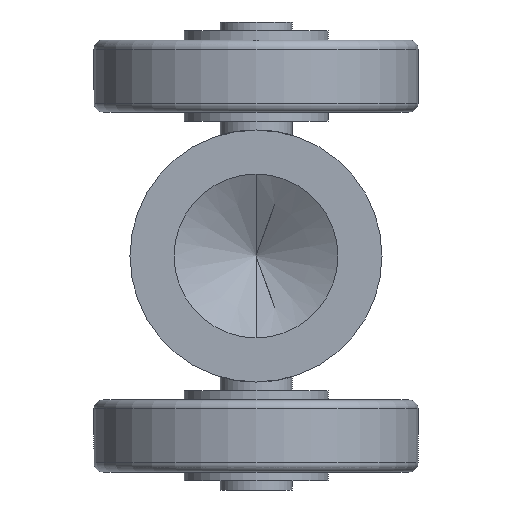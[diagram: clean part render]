
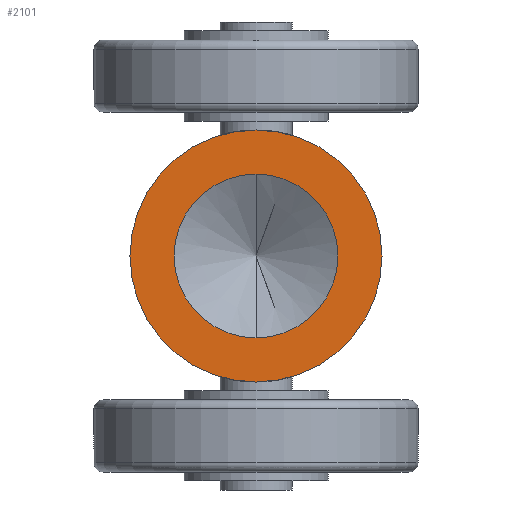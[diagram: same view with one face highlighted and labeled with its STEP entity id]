
A CAD part, front view. The second image highlights one B-rep face of the part: STEP entity #2101.
In plain terms, the highlighted planar face has unit normal (0, -1, 0).
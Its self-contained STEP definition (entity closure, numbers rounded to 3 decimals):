
#102 = DIRECTION ( 'NONE',  ( 0., 0., 1. ) ) ;
#168 = CARTESIAN_POINT ( 'NONE',  ( 0., -31., 0. ) ) ;
#172 = DIRECTION ( 'NONE',  ( 0., 0., 1. ) ) ;
#188 = DIRECTION ( 'NONE',  ( 0., 1., 0. ) ) ;
#235 = DIRECTION ( 'NONE',  ( 0., 1., 0. ) ) ;
#424 = CARTESIAN_POINT ( 'NONE',  ( 7., -31., 0. ) ) ;
#449 = PLANE ( 'NONE',  #2421 ) ;
#587 = AXIS2_PLACEMENT_3D ( 'NONE', #168, #188, #172 ) ;
#605 = AXIS2_PLACEMENT_3D ( 'NONE', #1224, #1223, #1222 ) ;
#614 = AXIS2_PLACEMENT_3D ( 'NONE', #1274, #1273, #1272 ) ;
#772 = VERTEX_POINT ( 'NONE', #1427 ) ;
#791 = ORIENTED_EDGE ( 'NONE', *, *, #1995, .F. ) ;
#804 = EDGE_LOOP ( 'NONE', ( #872, #791 ) ) ;
#811 = VERTEX_POINT ( 'NONE', #1410 ) ;
#830 = VERTEX_POINT ( 'NONE', #1393 ) ;
#872 = ORIENTED_EDGE ( 'NONE', *, *, #1955, .F. ) ;
#886 = ORIENTED_EDGE ( 'NONE', *, *, #1968, .T. ) ;
#889 = ORIENTED_EDGE ( 'NONE', *, *, #2113, .T. ) ;
#965 = VERTEX_POINT ( 'NONE', #1353 ) ;
#980 = EDGE_LOOP ( 'NONE', ( #886, #889 ) ) ;
#1222 = DIRECTION ( 'NONE',  ( 0., 0., 1. ) ) ;
#1223 = DIRECTION ( 'NONE',  ( 0., 1., 0. ) ) ;
#1224 = CARTESIAN_POINT ( 'NONE',  ( 0., -31., 0. ) ) ;
#1272 = DIRECTION ( 'NONE',  ( 0., 0., 1. ) ) ;
#1273 = DIRECTION ( 'NONE',  ( 0., 1., 0. ) ) ;
#1274 = CARTESIAN_POINT ( 'NONE',  ( 0., -31., 0. ) ) ;
#1353 = CARTESIAN_POINT ( 'NONE',  ( 0., -31., 4.55 ) ) ;
#1393 = CARTESIAN_POINT ( 'NONE',  ( 0., -31., -4.55 ) ) ;
#1410 = CARTESIAN_POINT ( 'NONE',  ( 0., -31., 7. ) ) ;
#1427 = CARTESIAN_POINT ( 'NONE',  ( 0., -31., -7. ) ) ;
#1876 = CIRCLE ( 'NONE', #2402, 4.55 ) ;
#1916 = CIRCLE ( 'NONE', #587, 7. ) ;
#1930 = CIRCLE ( 'NONE', #605, 4.55 ) ;
#1938 = CIRCLE ( 'NONE', #614, 7. ) ;
#1955 = EDGE_CURVE ( 'NONE', #811, #772, #1938, .T. ) ;
#1968 = EDGE_CURVE ( 'NONE', #965, #830, #1930, .T. ) ;
#1995 = EDGE_CURVE ( 'NONE', #772, #811, #1916, .T. ) ;
#2101 = ADVANCED_FACE ( 'NONE', ( #2170, #2420 ), #449, .F. ) ;
#2113 = EDGE_CURVE ( 'NONE', #830, #965, #1876, .T. ) ;
#2170 = FACE_OUTER_BOUND ( 'NONE', #804, .T. ) ;
#2378 = DIRECTION ( 'NONE',  ( 0., 0., 1. ) ) ;
#2379 = DIRECTION ( 'NONE',  ( 0., 1., 0. ) ) ;
#2380 = CARTESIAN_POINT ( 'NONE',  ( 0., -31., 0. ) ) ;
#2402 = AXIS2_PLACEMENT_3D ( 'NONE', #2380, #2379, #2378 ) ;
#2420 = FACE_BOUND ( 'NONE', #980, .T. ) ;
#2421 = AXIS2_PLACEMENT_3D ( 'NONE', #424, #235, #102 ) ;
